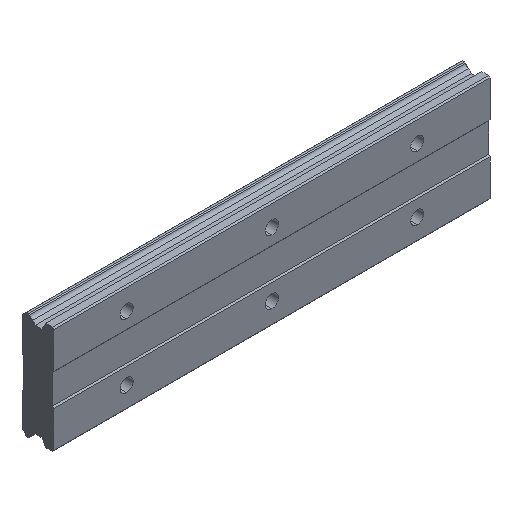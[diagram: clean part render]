
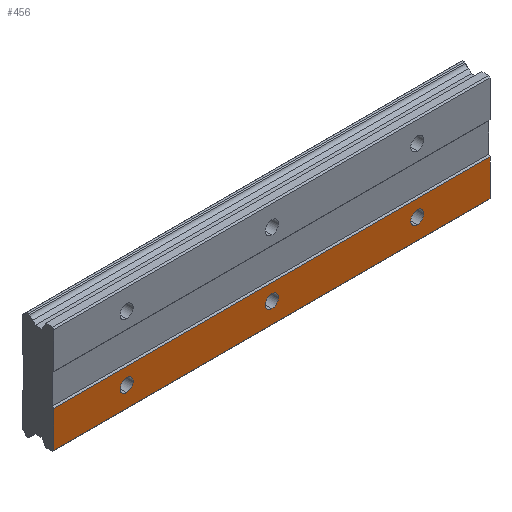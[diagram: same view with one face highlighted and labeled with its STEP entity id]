
A CAD part, isometric view. The second image highlights one B-rep face of the part: STEP entity #456.
In plain terms, the highlighted planar face has unit normal (0, -1, 0).
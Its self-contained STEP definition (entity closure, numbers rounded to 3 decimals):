
#51 = CARTESIAN_POINT ( 'NONE',  ( 125., 0., 18.34 ) ) ;
#54 = DIRECTION ( 'NONE',  ( 0., -1., 0. ) ) ;
#64 = AXIS2_PLACEMENT_3D ( 'NONE', #860, #54, #1838 ) ;
#132 = CARTESIAN_POINT ( 'NONE',  ( 100., 0., -11. ) ) ;
#138 = VERTEX_POINT ( 'NONE', #520 ) ;
#149 = VERTEX_POINT ( 'NONE', #363 ) ;
#150 = CARTESIAN_POINT ( 'NONE',  ( 125., 0., -18. ) ) ;
#216 = LINE ( 'NONE', #516, #1952 ) ;
#234 = VECTOR ( 'NONE', #515, 1000. ) ;
#254 = FACE_OUTER_BOUND ( 'NONE', #1209, .T. ) ;
#275 = ORIENTED_EDGE ( 'NONE', *, *, #306, .F. ) ;
#283 = CARTESIAN_POINT ( 'NONE',  ( -25., 0., -18. ) ) ;
#306 = EDGE_CURVE ( 'NONE', #1891, #1735, #216, .T. ) ;
#363 = CARTESIAN_POINT ( 'NONE',  ( 50., 0., -13.25 ) ) ;
#408 = PLANE ( 'NONE',  #2049 ) ;
#456 = ADVANCED_FACE ( 'NONE', ( #254, #2002, #1051, #890 ), #408, .F. ) ;
#488 = CARTESIAN_POINT ( 'NONE',  ( -25., 0., -5.5 ) ) ;
#493 = CIRCLE ( 'NONE', #1647, 2.25 ) ;
#515 = DIRECTION ( 'NONE',  ( 0., 0., -1. ) ) ;
#516 = CARTESIAN_POINT ( 'NONE',  ( 125., 0., -5.5 ) ) ;
#520 = CARTESIAN_POINT ( 'NONE',  ( 50., 0., -8.75 ) ) ;
#586 = CARTESIAN_POINT ( 'NONE',  ( 100., 0., -8.75 ) ) ;
#606 = EDGE_CURVE ( 'NONE', #660, #926, #928, .T. ) ;
#610 = EDGE_CURVE ( 'NONE', #834, #645, #493, .T. ) ;
#618 = EDGE_CURVE ( 'NONE', #1228, #1846, #2081, .T. ) ;
#645 = VERTEX_POINT ( 'NONE', #1944 ) ;
#648 = DIRECTION ( 'NONE',  ( 0., -1., 0. ) ) ;
#660 = VERTEX_POINT ( 'NONE', #981 ) ;
#673 = ORIENTED_EDGE ( 'NONE', *, *, #1210, .F. ) ;
#681 = DIRECTION ( 'NONE',  ( 0., -1., 0. ) ) ;
#718 = ORIENTED_EDGE ( 'NONE', *, *, #1238, .F. ) ;
#723 = ORIENTED_EDGE ( 'NONE', *, *, #610, .F. ) ;
#731 = VECTOR ( 'NONE', #798, 1000. ) ;
#765 = ORIENTED_EDGE ( 'NONE', *, *, #606, .F. ) ;
#798 = DIRECTION ( 'NONE',  ( -1., 0., 0. ) ) ;
#800 = CARTESIAN_POINT ( 'NONE',  ( -25., 0., 18.34 ) ) ;
#809 = CARTESIAN_POINT ( 'NONE',  ( 0., 0., -11. ) ) ;
#825 = CARTESIAN_POINT ( 'NONE',  ( 0., 0., -8.75 ) ) ;
#834 = VERTEX_POINT ( 'NONE', #586 ) ;
#860 = CARTESIAN_POINT ( 'NONE',  ( 50., 0., -11. ) ) ;
#874 = LINE ( 'NONE', #51, #1815 ) ;
#890 = FACE_BOUND ( 'NONE', #1005, .T. ) ;
#897 = CARTESIAN_POINT ( 'NONE',  ( 125., 0., -5.5 ) ) ;
#913 = CIRCLE ( 'NONE', #1618, 2.25 ) ;
#918 = ORIENTED_EDGE ( 'NONE', *, *, #1145, .F. ) ;
#926 = VERTEX_POINT ( 'NONE', #283 ) ;
#928 = LINE ( 'NONE', #150, #731 ) ;
#981 = CARTESIAN_POINT ( 'NONE',  ( 125., 0., -18. ) ) ;
#1005 = EDGE_LOOP ( 'NONE', ( #1197, #918 ) ) ;
#1051 = FACE_BOUND ( 'NONE', #1110, .T. ) ;
#1110 = EDGE_LOOP ( 'NONE', ( #723, #1679 ) ) ;
#1129 = DIRECTION ( 'NONE',  ( 0., 0., 1. ) ) ;
#1145 = EDGE_CURVE ( 'NONE', #149, #138, #1541, .T. ) ;
#1156 = DIRECTION ( 'NONE',  ( 0., 0., 1. ) ) ;
#1171 = AXIS2_PLACEMENT_3D ( 'NONE', #1495, #1513, #1156 ) ;
#1182 = ORIENTED_EDGE ( 'NONE', *, *, #618, .F. ) ;
#1197 = ORIENTED_EDGE ( 'NONE', *, *, #1989, .F. ) ;
#1209 = EDGE_LOOP ( 'NONE', ( #765, #673, #275, #1776 ) ) ;
#1210 = EDGE_CURVE ( 'NONE', #1735, #660, #874, .T. ) ;
#1213 = CIRCLE ( 'NONE', #64, 2.25 ) ;
#1228 = VERTEX_POINT ( 'NONE', #1997 ) ;
#1238 = EDGE_CURVE ( 'NONE', #1846, #1228, #1643, .T. ) ;
#1323 = DIRECTION ( 'NONE',  ( 0., 0., 1. ) ) ;
#1374 = DIRECTION ( 'NONE',  ( 0., 0., 1. ) ) ;
#1445 = AXIS2_PLACEMENT_3D ( 'NONE', #809, #2093, #1129 ) ;
#1452 = DIRECTION ( 'NONE',  ( 0., 0., 1. ) ) ;
#1489 = LINE ( 'NONE', #800, #234 ) ;
#1495 = CARTESIAN_POINT ( 'NONE',  ( 0., 0., -11. ) ) ;
#1507 = DIRECTION ( 'NONE',  ( 1., 0., 0. ) ) ;
#1513 = DIRECTION ( 'NONE',  ( 0., -1., 0. ) ) ;
#1514 = EDGE_LOOP ( 'NONE', ( #718, #1182 ) ) ;
#1534 = DIRECTION ( 'NONE',  ( 0., 1., 0. ) ) ;
#1541 = CIRCLE ( 'NONE', #1813, 2.25 ) ;
#1564 = CARTESIAN_POINT ( 'NONE',  ( 100., 0., -11. ) ) ;
#1618 = AXIS2_PLACEMENT_3D ( 'NONE', #132, #1872, #1714 ) ;
#1630 = CARTESIAN_POINT ( 'NONE',  ( 50., 0., -11. ) ) ;
#1643 = CIRCLE ( 'NONE', #1171, 2.25 ) ;
#1647 = AXIS2_PLACEMENT_3D ( 'NONE', #1564, #648, #1452 ) ;
#1679 = ORIENTED_EDGE ( 'NONE', *, *, #1769, .F. ) ;
#1714 = DIRECTION ( 'NONE',  ( 0., 0., 1. ) ) ;
#1735 = VERTEX_POINT ( 'NONE', #1917 ) ;
#1769 = EDGE_CURVE ( 'NONE', #645, #834, #913, .T. ) ;
#1776 = ORIENTED_EDGE ( 'NONE', *, *, #1825, .T. ) ;
#1813 = AXIS2_PLACEMENT_3D ( 'NONE', #1630, #681, #1323 ) ;
#1815 = VECTOR ( 'NONE', #1987, 1000. ) ;
#1825 = EDGE_CURVE ( 'NONE', #1891, #926, #1489, .T. ) ;
#1838 = DIRECTION ( 'NONE',  ( 0., 0., 1. ) ) ;
#1846 = VERTEX_POINT ( 'NONE', #825 ) ;
#1872 = DIRECTION ( 'NONE',  ( 0., -1., 0. ) ) ;
#1891 = VERTEX_POINT ( 'NONE', #488 ) ;
#1917 = CARTESIAN_POINT ( 'NONE',  ( 125., 0., -5.5 ) ) ;
#1944 = CARTESIAN_POINT ( 'NONE',  ( 100., 0., -13.25 ) ) ;
#1952 = VECTOR ( 'NONE', #1507, 1000. ) ;
#1987 = DIRECTION ( 'NONE',  ( 0., 0., -1. ) ) ;
#1989 = EDGE_CURVE ( 'NONE', #138, #149, #1213, .T. ) ;
#1997 = CARTESIAN_POINT ( 'NONE',  ( 0., 0., -13.25 ) ) ;
#2002 = FACE_BOUND ( 'NONE', #1514, .T. ) ;
#2049 = AXIS2_PLACEMENT_3D ( 'NONE', #897, #1534, #1374 ) ;
#2081 = CIRCLE ( 'NONE', #1445, 2.25 ) ;
#2093 = DIRECTION ( 'NONE',  ( 0., -1., 0. ) ) ;
